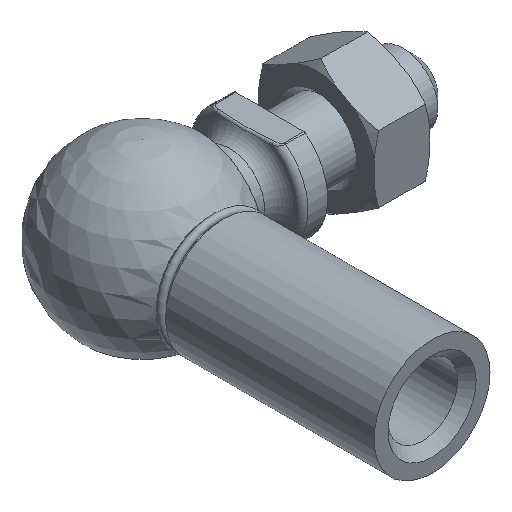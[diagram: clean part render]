
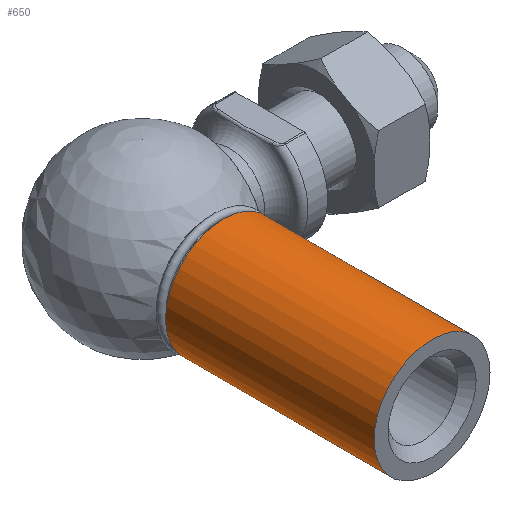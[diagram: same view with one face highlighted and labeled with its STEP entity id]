
A CAD part, isometric view. The second image highlights one B-rep face of the part: STEP entity #650.
In plain terms, the highlighted cylindrical face has radius 5 mm (diameter 10 mm), a full revolution.
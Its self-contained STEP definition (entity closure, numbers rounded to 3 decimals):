
#42 = FACE_OUTER_BOUND ( 'NONE', #874, .T. ) ;
#85 = DIRECTION ( 'NONE',  ( 0., -1., 0. ) ) ;
#130 = VERTEX_POINT ( 'NONE', #2093 ) ;
#285 = CYLINDRICAL_SURFACE ( 'NONE', #1734, 5. ) ;
#650 = ADVANCED_FACE ( 'NONE', ( #2805, #42 ), #285, .T. ) ;
#874 = EDGE_LOOP ( 'NONE', ( #1353 ) ) ;
#886 = ORIENTED_EDGE ( 'NONE', *, *, #1561, .T. ) ;
#896 = CIRCLE ( 'NONE', #1535, 5. ) ;
#918 = DIRECTION ( 'NONE',  ( 0., -1., 0. ) ) ;
#960 = DIRECTION ( 'NONE',  ( 1., 0., 0. ) ) ;
#986 = CARTESIAN_POINT ( 'NONE',  ( 0., -25., 0. ) ) ;
#1171 = CARTESIAN_POINT ( 'NONE',  ( 0., -7., 0. ) ) ;
#1309 = DIRECTION ( 'NONE',  ( 1., 0., 0. ) ) ;
#1353 = ORIENTED_EDGE ( 'NONE', *, *, #1570, .F. ) ;
#1421 = DIRECTION ( 'NONE',  ( 0., -1., 0. ) ) ;
#1535 = AXIS2_PLACEMENT_3D ( 'NONE', #1171, #1421, #2036 ) ;
#1561 = EDGE_CURVE ( 'NONE', #130, #130, #896, .T. ) ;
#1570 = EDGE_CURVE ( 'NONE', #2523, #2523, #1981, .T. ) ;
#1716 = EDGE_LOOP ( 'NONE', ( #886 ) ) ;
#1734 = AXIS2_PLACEMENT_3D ( 'NONE', #1746, #918, #1309 ) ;
#1746 = CARTESIAN_POINT ( 'NONE',  ( 0., -25., 0. ) ) ;
#1981 = CIRCLE ( 'NONE', #2465, 5. ) ;
#2036 = DIRECTION ( 'NONE',  ( 1., 0., 0. ) ) ;
#2093 = CARTESIAN_POINT ( 'NONE',  ( 5., -7., 0. ) ) ;
#2465 = AXIS2_PLACEMENT_3D ( 'NONE', #986, #85, #960 ) ;
#2523 = VERTEX_POINT ( 'NONE', #2700 ) ;
#2700 = CARTESIAN_POINT ( 'NONE',  ( 5., -25., 0. ) ) ;
#2805 = FACE_OUTER_BOUND ( 'NONE', #1716, .T. ) ;
